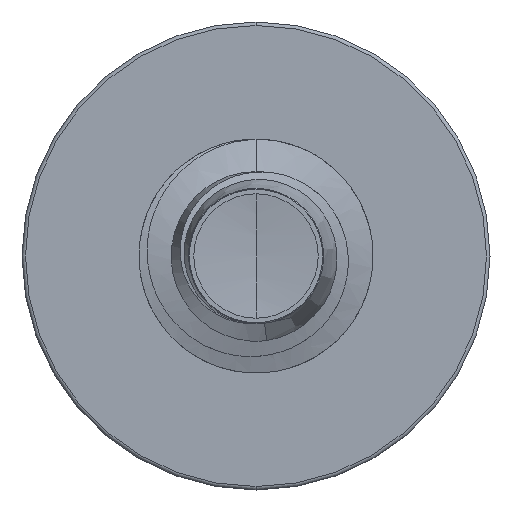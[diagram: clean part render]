
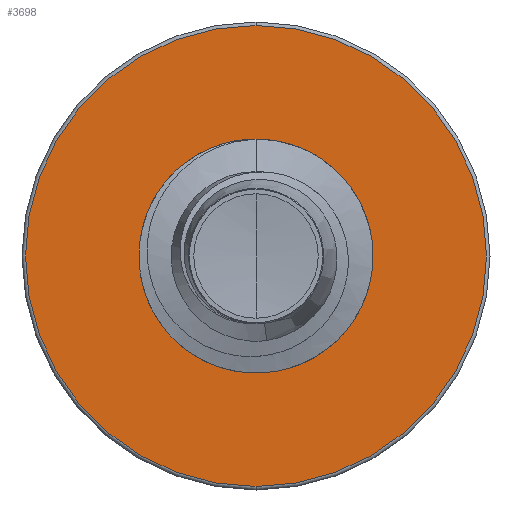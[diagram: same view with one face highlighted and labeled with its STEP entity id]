
A CAD part, front view. The second image highlights one B-rep face of the part: STEP entity #3698.
In plain terms, the highlighted planar face has unit normal (0, -1, 0).
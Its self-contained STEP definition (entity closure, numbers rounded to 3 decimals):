
#212 = AXIS2_PLACEMENT_3D ( 'NONE', #6613, #6117, #6597 ) ;
#739 = EDGE_LOOP ( 'NONE', ( #1909, #4950 ) ) ;
#796 = CARTESIAN_POINT ( 'NONE',  ( 0., 2., 1.576 ) ) ;
#884 = FACE_OUTER_BOUND ( 'NONE', #739, .T. ) ;
#1050 = AXIS2_PLACEMENT_3D ( 'NONE', #6668, #6660, #6655 ) ;
#1318 = EDGE_CURVE ( 'NONE', #4594, #3221, #3593, .T. ) ;
#1419 = AXIS2_PLACEMENT_3D ( 'NONE', #6470, #6461, #6455 ) ;
#1451 = CARTESIAN_POINT ( 'NONE',  ( 0., 2., 0.789 ) ) ;
#1830 = AXIS2_PLACEMENT_3D ( 'NONE', #7282, #7011, #7009 ) ;
#1909 = ORIENTED_EDGE ( 'NONE', *, *, #5373, .F. ) ;
#3221 = VERTEX_POINT ( 'NONE', #6582 ) ;
#3310 = DIRECTION ( 'NONE',  ( 0., 0., 1. ) ) ;
#3321 = DIRECTION ( 'NONE',  ( 0., 1., 0. ) ) ;
#3330 = CARTESIAN_POINT ( 'NONE',  ( 0., 2., 0. ) ) ;
#3431 = EDGE_LOOP ( 'NONE', ( #7762, #5241 ) ) ;
#3593 = CIRCLE ( 'NONE', #212, 0.789 ) ;
#3601 = VERTEX_POINT ( 'NONE', #7687 ) ;
#3698 = ADVANCED_FACE ( 'NONE', ( #884, #6197 ), #7017, .F. ) ;
#4002 = EDGE_CURVE ( 'NONE', #3221, #4594, #5218, .T. ) ;
#4115 = EDGE_CURVE ( 'NONE', #3601, #5849, #5010, .T. ) ;
#4594 = VERTEX_POINT ( 'NONE', #1451 ) ;
#4950 = ORIENTED_EDGE ( 'NONE', *, *, #4115, .F. ) ;
#5010 = CIRCLE ( 'NONE', #1419, 1.576 ) ;
#5218 = CIRCLE ( 'NONE', #1050, 0.789 ) ;
#5241 = ORIENTED_EDGE ( 'NONE', *, *, #4002, .T. ) ;
#5373 = EDGE_CURVE ( 'NONE', #5849, #3601, #6545, .T. ) ;
#5445 = AXIS2_PLACEMENT_3D ( 'NONE', #3330, #3321, #3310 ) ;
#5849 = VERTEX_POINT ( 'NONE', #796 ) ;
#6117 = DIRECTION ( 'NONE',  ( 0., 1., 0. ) ) ;
#6197 = FACE_BOUND ( 'NONE', #3431, .T. ) ;
#6455 = DIRECTION ( 'NONE',  ( 0., 0., 1. ) ) ;
#6461 = DIRECTION ( 'NONE',  ( 0., 1., 0. ) ) ;
#6470 = CARTESIAN_POINT ( 'NONE',  ( 0., 2., 0. ) ) ;
#6545 = CIRCLE ( 'NONE', #5445, 1.576 ) ;
#6582 = CARTESIAN_POINT ( 'NONE',  ( 0., 2., -0.789 ) ) ;
#6597 = DIRECTION ( 'NONE',  ( 0., 0., 1. ) ) ;
#6613 = CARTESIAN_POINT ( 'NONE',  ( 0., 2., 0. ) ) ;
#6655 = DIRECTION ( 'NONE',  ( 0., 0., 1. ) ) ;
#6660 = DIRECTION ( 'NONE',  ( 0., 1., 0. ) ) ;
#6668 = CARTESIAN_POINT ( 'NONE',  ( 0., 2., 0. ) ) ;
#7009 = DIRECTION ( 'NONE',  ( 0., 0., 1. ) ) ;
#7011 = DIRECTION ( 'NONE',  ( 0., 1., 0. ) ) ;
#7017 = PLANE ( 'NONE',  #1830 ) ;
#7282 = CARTESIAN_POINT ( 'NONE',  ( 0., 2., -0.789 ) ) ;
#7687 = CARTESIAN_POINT ( 'NONE',  ( 0., 2., -1.576 ) ) ;
#7762 = ORIENTED_EDGE ( 'NONE', *, *, #1318, .T. ) ;
